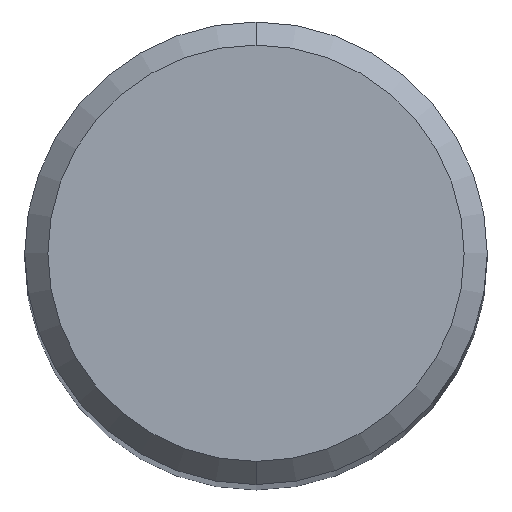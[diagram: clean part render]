
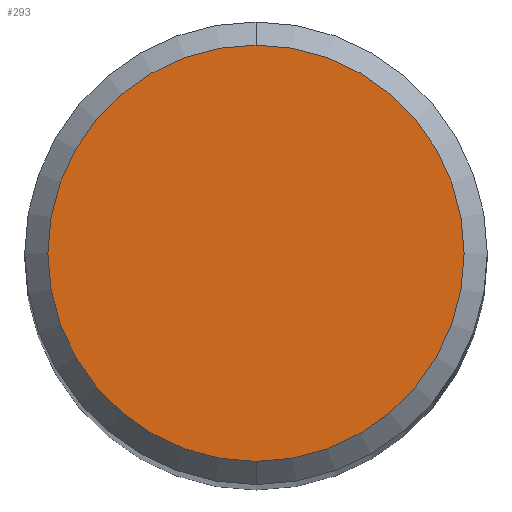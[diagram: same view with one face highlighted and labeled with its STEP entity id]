
A CAD part, top view. The second image highlights one B-rep face of the part: STEP entity #293.
In plain terms, the highlighted planar face has unit normal (0, 0, 1).
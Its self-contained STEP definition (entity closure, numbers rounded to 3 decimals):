
#117=EDGE_CURVE('',#173,#265,#319,.T.);
#173=VERTEX_POINT('',#383);
#231=EDGE_CURVE('',#265,#173,#449,.T.);
#265=VERTEX_POINT('',#485);
#293=ADVANCED_FACE('',(#518),#519,.T.);
#319=CIRCLE('',#537,5.4);
#383=CARTESIAN_POINT('',(0.,-5.4,0.0));
#449=CIRCLE('',#707,5.4);
#485=CARTESIAN_POINT('',(0.0,5.4,0.0));
#518=FACE_OUTER_BOUND('',#798,.T.);
#519=PLANE('',#799);
#537=AXIS2_PLACEMENT_3D('',#810,#811,#812);
#707=AXIS2_PLACEMENT_3D('',#988,#989,#990);
#798=EDGE_LOOP('',(#1070,#1071));
#799=AXIS2_PLACEMENT_3D('',#1072,#1073,#1074);
#810=CARTESIAN_POINT('',(0.0,0.0,0.0));
#811=DIRECTION('',(0.0,0.0,-1.0));
#812=DIRECTION('',(0.0,1.0,0.0));
#988=CARTESIAN_POINT('',(0.0,0.0,0.0));
#989=DIRECTION('',(0.0,0.0,-1.0));
#990=DIRECTION('',(0.0,1.0,0.0));
#1070=ORIENTED_EDGE('',*,*,#231,.F.);
#1071=ORIENTED_EDGE('',*,*,#117,.F.);
#1072=CARTESIAN_POINT('',(0.0,2.7,0.0));
#1073=DIRECTION('',(-0.0,0.0,1.0));
#1074=DIRECTION('',(0.0,-1.0,0.0));
